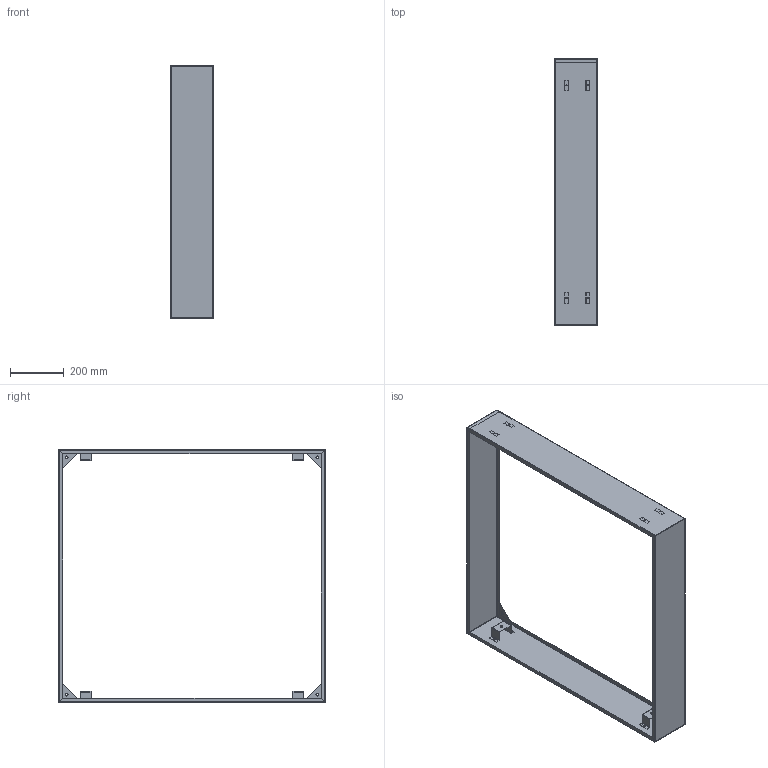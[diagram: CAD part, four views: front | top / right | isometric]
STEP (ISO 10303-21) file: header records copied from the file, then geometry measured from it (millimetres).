
FILE_DESCRIPTION (( 'STEP AP203' ), '1' );
FILE_NAME ('ÌÈ-2578.00.00.000 Êîæóõ äëÿ íàâåñíîé óñòàíîâêè ÙÝ óíèâåðñàëüíûé (995õ945õ160) EKF.STEP', '2022-10-05T11:09:23', ( '' ), ( '' ), 'SwSTEP 2.0', 'SolidWorks 2021', '' );
FILE_SCHEMA (( 'CONFIG_CONTROL_DESIGN' ));
Length unit declared in the file: millimetre
Products named in the file (5): 昈-2578.01.00.000 栺樇罻 捘; 昈-2578.01.00.001 栺樇罻; ÌÈ-2578.01.00.002 Êðåïëåíèå; ÌÈ-2578.00.00.000 Êîæóõ äëÿ íàâåñíîé óñòàíîâêè ÙÝ óíèâåðñàëüíûé (995õ945õ160) EKF; ÌÈ-2578.00.00.001 Êîñûíêà
Assembly tree (9 placements, depth 3):
  ÌÈ-2578.00.00.000 Êîæóõ äëÿ íàâåñíîé óñòàíîâêè ÙÝ óíèâåðñàëüíûé (995õ945õ160) EKF
    昈-2578.01.00.000 栺樇罻 捘  x2
      昈-2578.01.00.001 栺樇罻
      ÌÈ-2578.01.00.002 Êðåïëåíèå
    ÌÈ-2578.00.00.001 Êîñûíêà  x4
Bounding box: 160 x 995 x 945 mm (x, y, z)
Volume: 914335 mm3; surface area: 1537889.3 mm2
Topology: 10 solids, 10 shells, 348 faces, 736 edges, 416 vertices
Faces by surface type: plane 220, cylinder 104, bspline 24
Entity records: 4338 total; most frequent: CARTESIAN_POINT 1099, DIRECTION 543, ORIENTED_EDGE 518, EDGE_CURVE 259, AXIS2_PLACEMENT_3D 184, VECTOR 175, LINE 175, VERTEX_POINT 146
